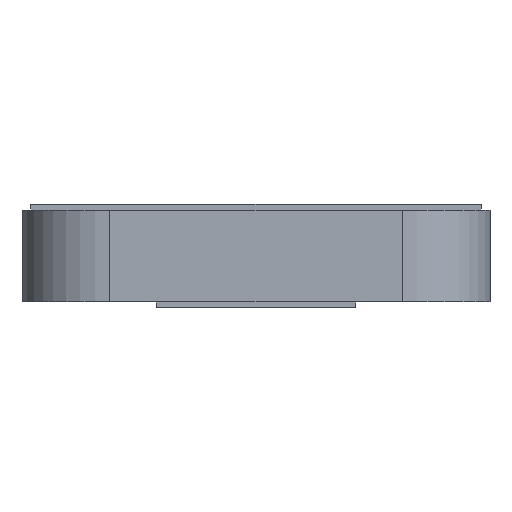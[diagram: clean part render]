
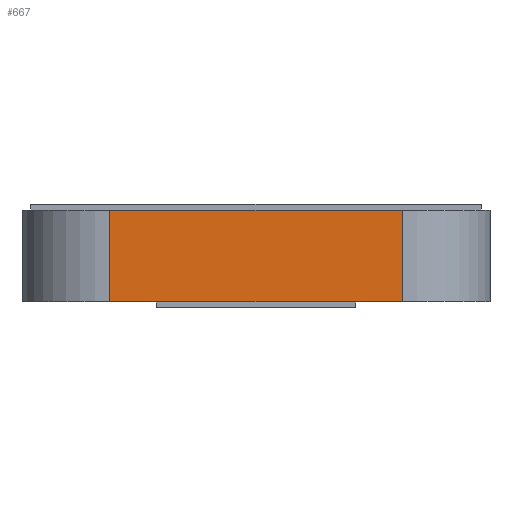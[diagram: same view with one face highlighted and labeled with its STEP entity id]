
A CAD part, front view. The second image highlights one B-rep face of the part: STEP entity #667.
In plain terms, the highlighted planar face has unit normal (0, -1, 0).
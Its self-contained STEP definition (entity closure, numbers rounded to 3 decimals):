
#67=PLANE('',#771);
#100=FACE_OUTER_BOUND('',#134,.T.);
#134=EDGE_LOOP('',(#522,#523,#524,#525));
#198=LINE('',#1113,#250);
#199=LINE('',#1116,#251);
#200=LINE('',#1118,#252);
#201=LINE('',#1119,#253);
#250=VECTOR('',#922,10.);
#251=VECTOR('',#925,10.);
#252=VECTOR('',#926,10.);
#253=VECTOR('',#927,10.);
#346=VERTEX_POINT('',#1109);
#347=VERTEX_POINT('',#1111);
#348=VERTEX_POINT('',#1115);
#349=VERTEX_POINT('',#1117);
#420=EDGE_CURVE('',#346,#347,#198,.T.);
#421=EDGE_CURVE('',#346,#348,#199,.T.);
#422=EDGE_CURVE('',#349,#347,#200,.T.);
#423=EDGE_CURVE('',#348,#349,#201,.T.);
#522=ORIENTED_EDGE('',*,*,#421,.F.);
#523=ORIENTED_EDGE('',*,*,#420,.T.);
#524=ORIENTED_EDGE('',*,*,#422,.F.);
#525=ORIENTED_EDGE('',*,*,#423,.F.);
#667=ADVANCED_FACE('',(#100),#67,.T.);
#771=AXIS2_PLACEMENT_3D('',#1114,#923,#924);
#922=DIRECTION('',(0.,0.,1.));
#923=DIRECTION('center_axis',(0.,-1.,0.));
#924=DIRECTION('ref_axis',(1.,0.,0.));
#925=DIRECTION('',(-1.,0.,0.));
#926=DIRECTION('',(1.,0.,0.));
#927=DIRECTION('',(0.,0.,1.));
#1109=CARTESIAN_POINT('',(6.5,0.,0.));
#1111=CARTESIAN_POINT('',(6.5,0.,1.57));
#1113=CARTESIAN_POINT('',(6.5,0.,0.));
#1114=CARTESIAN_POINT('Origin',(1.5,0.,0.));
#1115=CARTESIAN_POINT('',(1.5,0.,0.));
#1116=CARTESIAN_POINT('',(6.5,0.,0.));
#1117=CARTESIAN_POINT('',(1.5,0.,1.57));
#1118=CARTESIAN_POINT('',(6.5,0.,1.57));
#1119=CARTESIAN_POINT('',(1.5,0.,0.));
